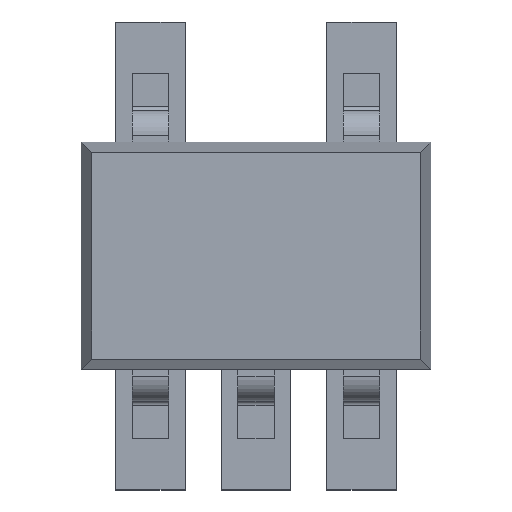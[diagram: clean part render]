
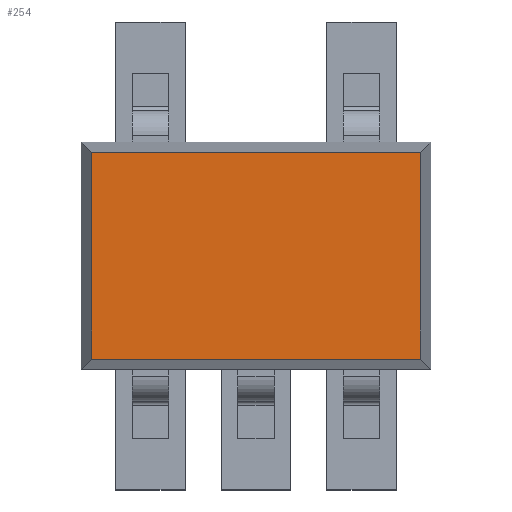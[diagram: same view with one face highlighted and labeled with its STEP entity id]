
A CAD part, top view. The second image highlights one B-rep face of the part: STEP entity #254.
In plain terms, the highlighted planar face has unit normal (0, 0, 1).
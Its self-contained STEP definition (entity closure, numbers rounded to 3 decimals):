
#254=ADVANCED_FACE('',(#434),#354,.T.);
#354=PLANE('',#2030);
#434=FACE_OUTER_BOUND('',#527,.T.);
#527=EDGE_LOOP('',(#637,#638,#639,#640));
#637=ORIENTED_EDGE('',*,*,#1329,.T.);
#638=ORIENTED_EDGE('',*,*,#1330,.T.);
#639=ORIENTED_EDGE('',*,*,#1331,.T.);
#640=ORIENTED_EDGE('',*,*,#1332,.T.);
#1157=VERTEX_POINT('',#2674);
#1158=VERTEX_POINT('',#2675);
#1159=VERTEX_POINT('',#2677);
#1160=VERTEX_POINT('',#2679);
#1329=EDGE_CURVE('',#1157,#1158,#1589,.T.);
#1330=EDGE_CURVE('',#1158,#1159,#1590,.T.);
#1331=EDGE_CURVE('',#1159,#1160,#1591,.T.);
#1332=EDGE_CURVE('',#1160,#1157,#1592,.T.);
#1589=LINE('',#2673,#1809);
#1590=LINE('',#2676,#1810);
#1591=LINE('',#2678,#1811);
#1592=LINE('',#2680,#1812);
#1809=VECTOR('',#2172,1.);
#1810=VECTOR('',#2173,1.);
#1811=VECTOR('',#2174,1.);
#1812=VECTOR('',#2175,1.);
#2030=AXIS2_PLACEMENT_3D('',#2681,#2176,#2177);
#2172=DIRECTION('',(-1.,0.,0.));
#2173=DIRECTION('',(0.,-1.,0.));
#2174=DIRECTION('',(1.,0.,0.));
#2175=DIRECTION('',(0.,1.,0.));
#2176=DIRECTION('',(0.,0.,1.));
#2177=DIRECTION('',(-1.,0.,0.));
#2673=CARTESIAN_POINT('',(1.012,0.637,1.176));
#2674=CARTESIAN_POINT('',(1.012,0.637,1.176));
#2675=CARTESIAN_POINT('',(-1.012,0.637,1.176));
#2676=CARTESIAN_POINT('',(-1.012,0.637,1.176));
#2677=CARTESIAN_POINT('',(-1.012,-0.637,1.176));
#2678=CARTESIAN_POINT('',(-1.012,-0.637,1.176));
#2679=CARTESIAN_POINT('',(1.012,-0.637,1.176));
#2680=CARTESIAN_POINT('',(1.012,-0.637,1.176));
#2681=CARTESIAN_POINT('',(0.,0.,1.176));
